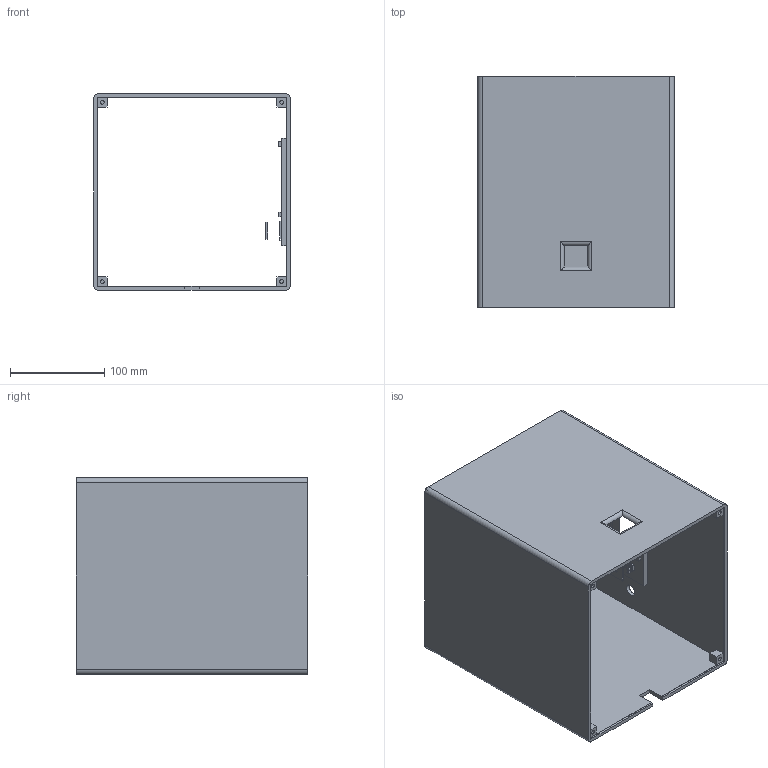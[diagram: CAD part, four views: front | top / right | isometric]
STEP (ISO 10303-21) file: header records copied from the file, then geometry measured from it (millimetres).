
FILE_DESCRIPTION(/* description */ (''),/* implementation_level */ '2;1');
FILE_NAME(/* name */ 'Cover.step',/* time_stamp */ '2024-06-14T10:44:49+02:00',/* author */ (''),/* organization */ (''),/* preprocessor_version */ 'ST-DEVELOPER v20',/* originating_system */ 'Autodesk Translation Framework v13.14.0.145',/* authorisation */ '');
FILE_SCHEMA (('AUTOMOTIVE_DESIGN { 1 0 10303 214 3 1 1 }'));
Length unit declared in the file: millimetre
Products named in the file (2): Feeder; Cover
Assembly tree (1 placements, depth 2):
  Feeder
    Cover
Bounding box: 208 x 245 x 208 mm (x, y, z)
Volume: 784365.9 mm3; surface area: 406812.7 mm2
Topology: 2 solids, 2 shells, 198 faces, 495 edges, 326 vertices
Faces by surface type: plane 167, cylinder 31
Full cylindrical faces by diameter (mm): 3 x6, 4 x12, 12.2 x1
Entity records: 5921 total; most frequent: CARTESIAN_POINT 1022, ORIENTED_EDGE 990, DIRECTION 951, EDGE_CURVE 495, LINE 441, VECTOR 441, VERTEX_POINT 326, AXIS2_PLACEMENT_3D 255
